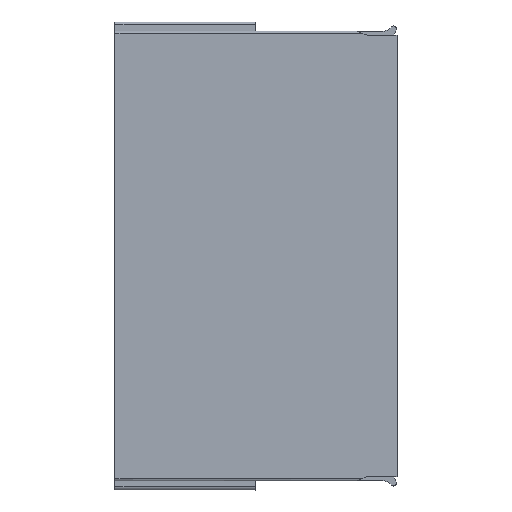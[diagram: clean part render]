
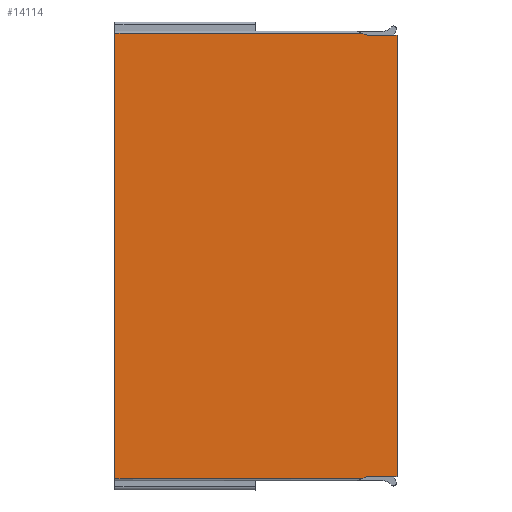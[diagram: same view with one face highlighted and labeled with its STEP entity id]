
A CAD part, top view. The second image highlights one B-rep face of the part: STEP entity #14114.
In plain terms, the highlighted planar face has unit normal (0, 0, 1).
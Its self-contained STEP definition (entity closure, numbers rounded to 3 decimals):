
#1199=DIRECTION('',(0.,1.,0.));
#1200=VECTOR('',#1199,45.72);
#1201=CARTESIAN_POINT('',(14.625,1.4,7.145));
#1202=LINE('',#1201,#1200);
#3736=CARTESIAN_POINT('',(-14.625,47.368,7.143));
#3744=CARTESIAN_POINT('',(-14.625,1.152,7.143));
#4474=DIRECTION('',(-0.907,0.421,-0.004));
#4475=VECTOR('',#4474,0.594);
#4476=CARTESIAN_POINT('',(11.525,47.12,7.145));
#4477=LINE('',#4476,#4475);
#4478=DIRECTION('',(-1.,0.,0.));
#4479=VECTOR('',#4478,3.1);
#4480=CARTESIAN_POINT('',(14.625,47.12,7.145));
#4481=LINE('',#4480,#4479);
#4482=DIRECTION('',(-1.,0.,0.));
#4483=VECTOR('',#4482,3.1);
#4484=CARTESIAN_POINT('',(14.625,1.4,7.145));
#4485=LINE('',#4484,#4483);
#4486=DIRECTION('',(-0.907,-0.421,-0.004));
#4487=VECTOR('',#4486,0.594);
#4488=CARTESIAN_POINT('',(11.525,1.4,7.145));
#4489=LINE('',#4488,#4487);
#4490=DIRECTION('',(1.,0.,0.));
#4491=VECTOR('',#4490,25.611);
#4492=CARTESIAN_POINT('',(-14.625,1.152,7.143));
#4493=LINE('',#4492,#4491);
#4494=DIRECTION('',(0.,1.,0.));
#4495=VECTOR('',#4494,46.216);
#4496=CARTESIAN_POINT('',(-14.625,1.152,7.143));
#4497=LINE('',#4496,#4495);
#4498=DIRECTION('',(-1.,0.,0.));
#4499=VECTOR('',#4498,25.611);
#4500=CARTESIAN_POINT('',(10.986,47.37,7.143));
#4501=LINE('',#4500,#4499);
#6729=CARTESIAN_POINT('',(14.625,1.4,7.145));
#6730=CARTESIAN_POINT('',(11.525,1.4,7.145));
#6731=VERTEX_POINT('',#6729);
#6732=VERTEX_POINT('',#6730);
#6767=VERTEX_POINT('',#3744);
#6776=CARTESIAN_POINT('',(10.986,1.15,7.143));
#6777=VERTEX_POINT('',#6776);
#6943=VERTEX_POINT('',#3736);
#7091=CARTESIAN_POINT('',(11.525,47.12,7.145));
#7093=VERTEX_POINT('',#7091);
#7153=CARTESIAN_POINT('',(10.986,47.37,7.143));
#7154=VERTEX_POINT('',#7153);
#7155=CARTESIAN_POINT('',(14.625,47.12,7.145));
#7156=VERTEX_POINT('',#7155);
#14096=CARTESIAN_POINT('',(-14.625,0.,7.145));
#14097=DIRECTION('',(0.,0.,1.));
#14098=DIRECTION('',(1.,0.,0.));
#14099=AXIS2_PLACEMENT_3D('',#14096,#14097,#14098);
#14100=PLANE('',#14099);
#14101=ORIENTED_EDGE('',*,*,#13030,.F.);
#14102=ORIENTED_EDGE('',*,*,#14091,.F.);
#14103=ORIENTED_EDGE('',*,*,#8598,.F.);
#14105=ORIENTED_EDGE('',*,*,#14104,.T.);
#14107=ORIENTED_EDGE('',*,*,#14106,.T.);
#14109=ORIENTED_EDGE('',*,*,#14108,.F.);
#14110=ORIENTED_EDGE('',*,*,#12979,.T.);
#14111=ORIENTED_EDGE('',*,*,#13013,.F.);
#14112=EDGE_LOOP('',(#14101,#14102,#14103,#14105,#14107,#14109,#14110,#14111));
#14113=FACE_OUTER_BOUND('',#14112,.F.);
#14114=ADVANCED_FACE('',(#14113),#14100,.T.);
#8598=EDGE_CURVE('',#6731,#7156,#1202,.T.);
#12979=EDGE_CURVE('',#6767,#6943,#4497,.T.);
#13013=EDGE_CURVE('',#7154,#6943,#4501,.T.);
#13030=EDGE_CURVE('',#7093,#7154,#4477,.T.);
#14091=EDGE_CURVE('',#7156,#7093,#4481,.T.);
#14104=EDGE_CURVE('',#6731,#6732,#4485,.T.);
#14106=EDGE_CURVE('',#6732,#6777,#4489,.T.);
#14108=EDGE_CURVE('',#6767,#6777,#4493,.T.);
